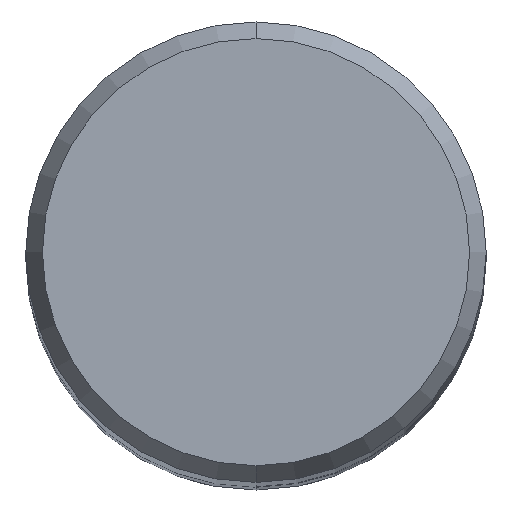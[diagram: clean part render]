
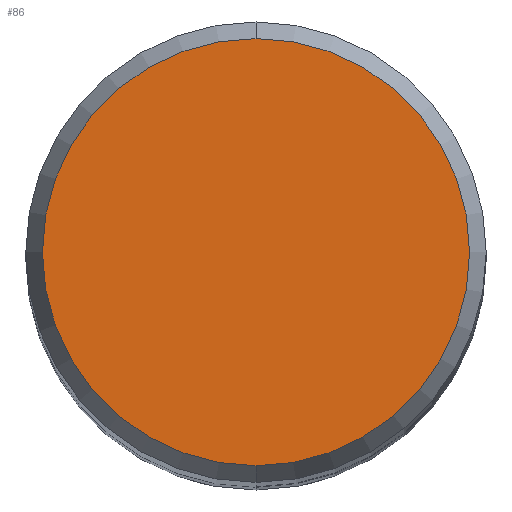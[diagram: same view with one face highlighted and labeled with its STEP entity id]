
A CAD part, top view. The second image highlights one B-rep face of the part: STEP entity #86.
In plain terms, the highlighted planar face has unit normal (0, 0, 1).
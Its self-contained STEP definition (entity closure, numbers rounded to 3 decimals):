
#86=ADVANCED_FACE('',(#211),#212,.T.);
#106=VERTEX_POINT('',#234);
#114=EDGE_CURVE('',#106,#142,#243,.T.);
#142=VERTEX_POINT('',#278);
#146=EDGE_CURVE('',#142,#106,#282,.T.);
#211=FACE_OUTER_BOUND('',#343,.T.);
#212=PLANE('',#344);
#234=CARTESIAN_POINT('',(0.0,5.892,0.01));
#243=CIRCLE('',#387,5.892);
#278=CARTESIAN_POINT('',(0.,-5.892,0.01));
#282=CIRCLE('',#433,5.892);
#343=EDGE_LOOP('',(#494,#495));
#344=AXIS2_PLACEMENT_3D('',#496,#497,#498);
#387=AXIS2_PLACEMENT_3D('',#537,#538,#539);
#433=AXIS2_PLACEMENT_3D('',#601,#602,#603);
#494=ORIENTED_EDGE('',*,*,#114,.F.);
#495=ORIENTED_EDGE('',*,*,#146,.F.);
#496=CARTESIAN_POINT('',(0.0,2.946,0.01));
#497=DIRECTION('',(-0.0,0.0,1.0));
#498=DIRECTION('',(0.0,-1.0,0.0));
#537=CARTESIAN_POINT('',(0.0,0.0,0.01));
#538=DIRECTION('',(0.0,0.0,-1.0));
#539=DIRECTION('',(0.0,1.0,0.0));
#601=CARTESIAN_POINT('',(0.0,0.0,0.01));
#602=DIRECTION('',(0.0,0.0,-1.0));
#603=DIRECTION('',(0.0,1.0,0.0));
